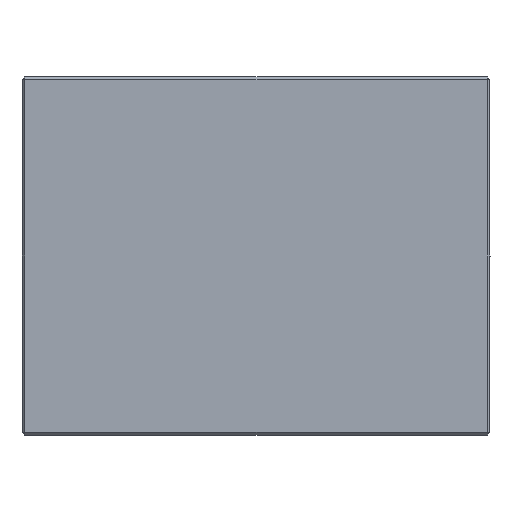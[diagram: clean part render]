
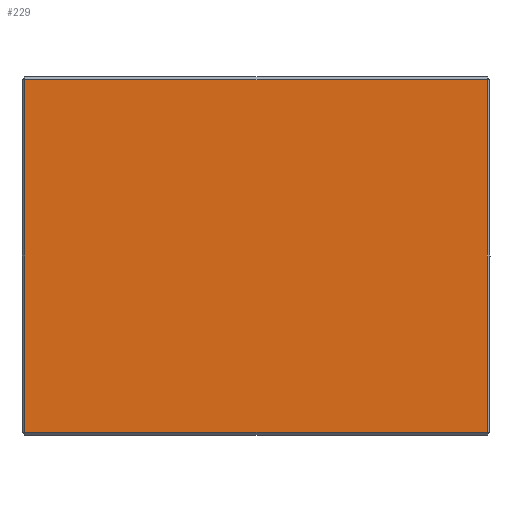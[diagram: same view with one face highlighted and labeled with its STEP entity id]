
A CAD part, front view. The second image highlights one B-rep face of the part: STEP entity #229.
In plain terms, the highlighted planar face has unit normal (0, -1, 0).
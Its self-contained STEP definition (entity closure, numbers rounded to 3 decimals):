
#204=FACE_OUTER_BOUND('',#687,.T.);
#229=ADVANCED_FACE('',(#204),#341,.F.);
#341=PLANE('',#1525);
#376=LINE('',#2213,#424);
#377=LINE('',#2216,#425);
#378=LINE('',#2218,#426);
#379=LINE('',#2220,#427);
#424=VECTOR('',#1756,1.);
#425=VECTOR('',#1757,1.);
#426=VECTOR('',#1758,1.);
#427=VECTOR('',#1759,1.);
#687=EDGE_LOOP('',(#895,#896,#897,#898));
#895=ORIENTED_EDGE('',*,*,#1306,.T.);
#896=ORIENTED_EDGE('',*,*,#1307,.T.);
#897=ORIENTED_EDGE('',*,*,#1308,.T.);
#898=ORIENTED_EDGE('',*,*,#1309,.T.);
#1169=VERTEX_POINT('',#2214);
#1170=VERTEX_POINT('',#2215);
#1171=VERTEX_POINT('',#2217);
#1172=VERTEX_POINT('',#2219);
#1306=EDGE_CURVE('',#1169,#1170,#376,.T.);
#1307=EDGE_CURVE('',#1170,#1171,#377,.T.);
#1308=EDGE_CURVE('',#1171,#1172,#378,.T.);
#1309=EDGE_CURVE('',#1172,#1169,#379,.T.);
#1525=AXIS2_PLACEMENT_3D('',#2221,#1760,#1761);
#1756=DIRECTION('',(0.,0.,-1.));
#1757=DIRECTION('',(1.,0.,0.));
#1758=DIRECTION('',(0.,0.,1.));
#1759=DIRECTION('',(-1.,0.,0.));
#1760=DIRECTION('',(0.,1.,0.));
#1761=DIRECTION('',(0.,0.,1.));
#2213=CARTESIAN_POINT('',(-158.,-122.5,122.5));
#2214=CARTESIAN_POINT('',(-158.,-122.5,120.5));
#2215=CARTESIAN_POINT('',(-158.,-122.5,-120.5));
#2216=CARTESIAN_POINT('',(160.,-122.5,-120.5));
#2217=CARTESIAN_POINT('',(158.,-122.5,-120.5));
#2218=CARTESIAN_POINT('',(158.,-122.5,122.5));
#2219=CARTESIAN_POINT('',(158.,-122.5,120.5));
#2220=CARTESIAN_POINT('',(160.,-122.5,120.5));
#2221=CARTESIAN_POINT('',(160.,-122.5,122.5));
